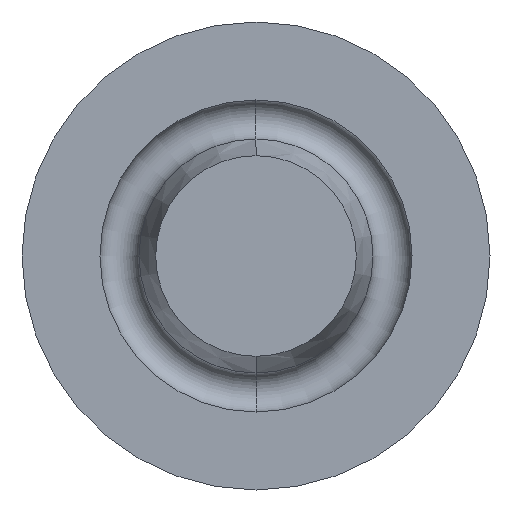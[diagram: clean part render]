
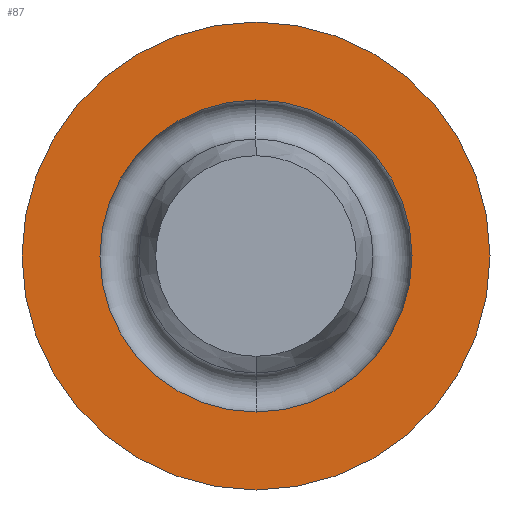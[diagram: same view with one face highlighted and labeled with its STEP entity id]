
A CAD part, front view. The second image highlights one B-rep face of the part: STEP entity #87.
In plain terms, the highlighted planar face has unit normal (0, -1, 0).
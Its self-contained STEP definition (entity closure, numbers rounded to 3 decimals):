
#87 = ADVANCED_FACE( '', ( #117, #118 ), #119, .T. );
#117 = FACE_OUTER_BOUND( '', #151, .T. );
#118 = FACE_BOUND( '', #152, .T. );
#119 = PLANE( '', #153 );
#151 = EDGE_LOOP( '', ( #242, #243 ) );
#152 = EDGE_LOOP( '', ( #244, #245 ) );
#153 = AXIS2_PLACEMENT_3D( '', #246, #247, #248 );
#242 = ORIENTED_EDGE( '', *, *, #273, .F. );
#243 = ORIENTED_EDGE( '', *, *, #295, .F. );
#244 = ORIENTED_EDGE( '', *, *, #278, .T. );
#245 = ORIENTED_EDGE( '', *, *, #294, .T. );
#246 = CARTESIAN_POINT( '', ( 0., 0., -5. ) );
#247 = DIRECTION( '', ( 0., -1., 0. ) );
#248 = DIRECTION( '', ( 0., 0., 1. ) );
#273 = EDGE_CURVE( '', #306, #308, #309, .T. );
#278 = EDGE_CURVE( '', #312, #316, #318, .T. );
#294 = EDGE_CURVE( '', #316, #312, #342, .T. );
#295 = EDGE_CURVE( '', #308, #306, #343, .T. );
#306 = VERTEX_POINT( '', #356 );
#308 = VERTEX_POINT( '', #359 );
#309 = CIRCLE( '', #360, 6. );
#312 = VERTEX_POINT( '', #364 );
#316 = VERTEX_POINT( '', #368 );
#318 = CIRCLE( '', #370, 4. );
#342 = CIRCLE( '', #400, 4. );
#343 = CIRCLE( '', #401, 6. );
#356 = CARTESIAN_POINT( '', ( 0., 0., -6. ) );
#359 = CARTESIAN_POINT( '', ( 0., 0., 6. ) );
#360 = AXIS2_PLACEMENT_3D( '', #413, #414, #415 );
#364 = CARTESIAN_POINT( '', ( 0., 0., -4. ) );
#368 = CARTESIAN_POINT( '', ( 0., 0., 4. ) );
#370 = AXIS2_PLACEMENT_3D( '', #426, #427, #428 );
#400 = AXIS2_PLACEMENT_3D( '', #462, #463, #464 );
#401 = AXIS2_PLACEMENT_3D( '', #465, #466, #467 );
#413 = CARTESIAN_POINT( '', ( 0., 0., 0. ) );
#414 = DIRECTION( '', ( 0., 1., 0. ) );
#415 = DIRECTION( '', ( 0., 0., -1. ) );
#426 = CARTESIAN_POINT( '', ( 0., 0., 0. ) );
#427 = DIRECTION( '', ( 0., 1., 0. ) );
#428 = DIRECTION( '', ( 0., 0., -1. ) );
#462 = CARTESIAN_POINT( '', ( 0., 0., 0. ) );
#463 = DIRECTION( '', ( 0., 1., 0. ) );
#464 = DIRECTION( '', ( 0., 0., -1. ) );
#465 = CARTESIAN_POINT( '', ( 0., 0., 0. ) );
#466 = DIRECTION( '', ( 0., 1., 0. ) );
#467 = DIRECTION( '', ( 0., 0., -1. ) );
